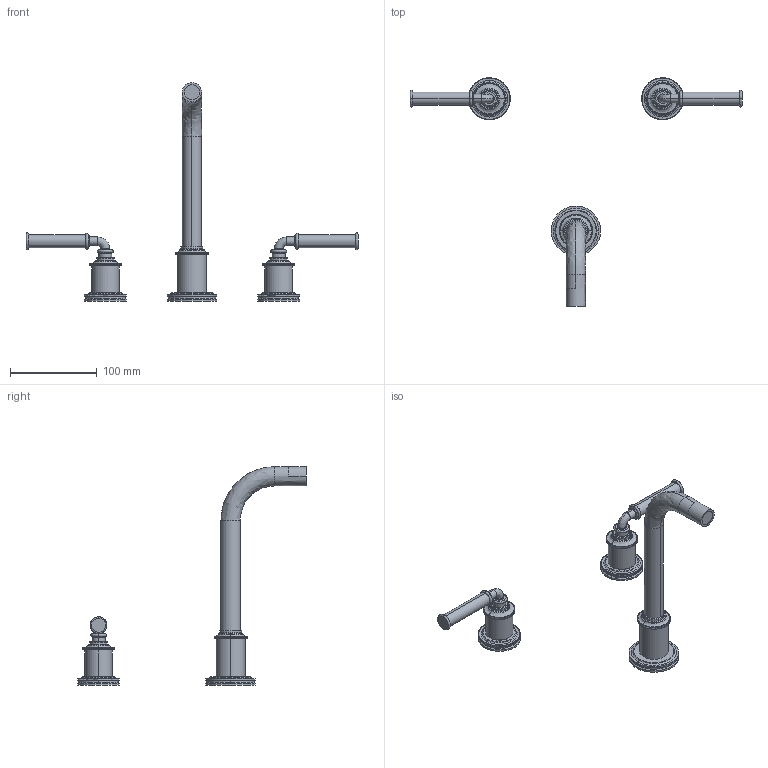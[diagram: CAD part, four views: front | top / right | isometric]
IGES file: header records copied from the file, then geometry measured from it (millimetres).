
Start section:  PTC IGES file: 3-2945.igs
Global section: file name: 3-2945.igs; native system: Creo Parametric by PTC Inc.; preprocessor: 2019352; author: rsmith; organization: Unknown; date: 20220527.093315; units: inch
Bounding box: 383.16 x 263.91 x 252.41 mm (x, y, z)
Surface area: 59651.1 mm2 (no closed solid volume)
Topology: 0 solids, 0 shells, 1720 faces, 9964 edges, 9964 vertices
Faces by surface type: bspline 1074, revolution 646
